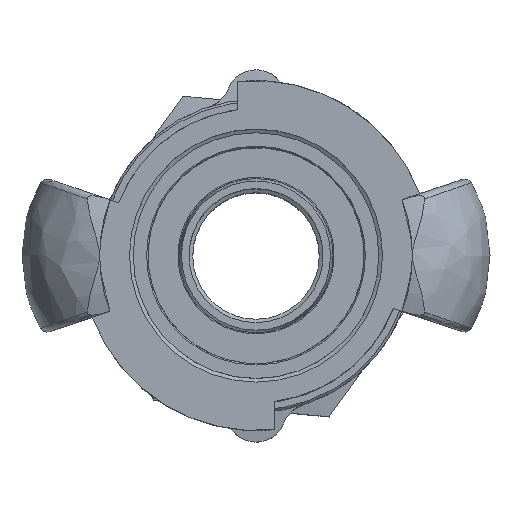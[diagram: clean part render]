
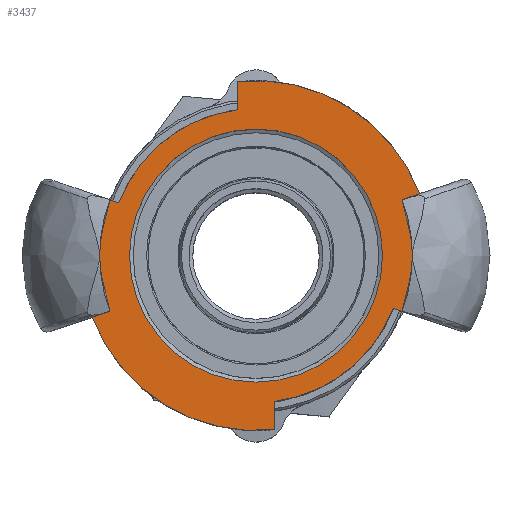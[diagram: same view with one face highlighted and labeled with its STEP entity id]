
A CAD part, top view. The second image highlights one B-rep face of the part: STEP entity #3437.
In plain terms, the highlighted planar face has unit normal (0, 0, 1).
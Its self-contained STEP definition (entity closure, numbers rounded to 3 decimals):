
#94=FACE_BOUND('',#501,.T.);
#312=FACE_OUTER_BOUND('',#500,.T.);
#500=EDGE_LOOP('',(#2278,#2279,#2280,#2281,#2282,#2283,#2284,#2285,#2286,
#2287,#2288,#2289));
#501=EDGE_LOOP('',(#2290,#2291));
#688=CIRCLE('',#3619,25.5);
#690=CIRCLE('',#3622,25.5);
#698=CIRCLE('',#3640,23.497);
#703=CIRCLE('',#3652,23.5);
#705=CIRCLE('',#3664,19.75);
#706=CIRCLE('',#3665,19.75);
#707=CIRCLE('',#3666,17.);
#708=CIRCLE('',#3667,17.);
#951=LINE('',#5199,#1103);
#962=LINE('',#5380,#1114);
#966=LINE('',#5406,#1118);
#970=LINE('',#5431,#1122);
#973=LINE('',#5448,#1125);
#976=LINE('',#5493,#1128);
#1103=VECTOR('',#4101,10.);
#1114=VECTOR('',#4142,10.);
#1118=VECTOR('',#4150,10.);
#1122=VECTOR('',#4166,10.);
#1125=VECTOR('',#4171,10.);
#1128=VECTOR('',#4178,10.);
#1248=VERTEX_POINT('',#5088);
#1249=VERTEX_POINT('',#5090);
#1252=VERTEX_POINT('',#5115);
#1253=VERTEX_POINT('',#5117);
#1260=VERTEX_POINT('',#5192);
#1263=VERTEX_POINT('',#5197);
#1279=VERTEX_POINT('',#5321);
#1280=VERTEX_POINT('',#5323);
#1284=VERTEX_POINT('',#5404);
#1287=VERTEX_POINT('',#5414);
#1292=VERTEX_POINT('',#5447);
#1298=VERTEX_POINT('',#5492);
#1310=VERTEX_POINT('',#5826);
#1311=VERTEX_POINT('',#5827);
#1604=EDGE_CURVE('',#1248,#1249,#688,.T.);
#1609=EDGE_CURVE('',#1252,#1253,#690,.T.);
#1624=EDGE_CURVE('',#1260,#1263,#951,.T.);
#1642=EDGE_CURVE('',#1280,#1279,#698,.T.);
#1650=EDGE_CURVE('',#1280,#1252,#962,.T.);
#1655=EDGE_CURVE('',#1279,#1284,#966,.T.);
#1659=EDGE_CURVE('',#1287,#1260,#703,.T.);
#1663=EDGE_CURVE('',#1287,#1248,#970,.T.);
#1667=EDGE_CURVE('',#1253,#1292,#973,.T.);
#1675=EDGE_CURVE('',#1249,#1298,#976,.T.);
#1696=EDGE_CURVE('',#1298,#1284,#705,.T.);
#1697=EDGE_CURVE('',#1292,#1263,#706,.T.);
#1698=EDGE_CURVE('',#1310,#1311,#707,.T.);
#1699=EDGE_CURVE('',#1311,#1310,#708,.T.);
#2278=ORIENTED_EDGE('',*,*,#1667,.F.);
#2279=ORIENTED_EDGE('',*,*,#1609,.F.);
#2280=ORIENTED_EDGE('',*,*,#1650,.F.);
#2281=ORIENTED_EDGE('',*,*,#1642,.T.);
#2282=ORIENTED_EDGE('',*,*,#1655,.T.);
#2283=ORIENTED_EDGE('',*,*,#1696,.F.);
#2284=ORIENTED_EDGE('',*,*,#1675,.F.);
#2285=ORIENTED_EDGE('',*,*,#1604,.F.);
#2286=ORIENTED_EDGE('',*,*,#1663,.F.);
#2287=ORIENTED_EDGE('',*,*,#1659,.T.);
#2288=ORIENTED_EDGE('',*,*,#1624,.T.);
#2289=ORIENTED_EDGE('',*,*,#1697,.F.);
#2290=ORIENTED_EDGE('',*,*,#1698,.T.);
#2291=ORIENTED_EDGE('',*,*,#1699,.T.);
#3163=PLANE('',#3663);
#3437=ADVANCED_FACE('',(#312,#94),#3163,.F.);
#3619=AXIS2_PLACEMENT_3D('',#5091,#4067,#4068);
#3622=AXIS2_PLACEMENT_3D('',#5118,#4075,#4076);
#3640=AXIS2_PLACEMENT_3D('',#5324,#4128,#4129);
#3652=AXIS2_PLACEMENT_3D('',#5415,#4160,#4161);
#3663=AXIS2_PLACEMENT_3D('',#5823,#4192,#4193);
#3664=AXIS2_PLACEMENT_3D('',#5824,#4194,#4195);
#3665=AXIS2_PLACEMENT_3D('',#5825,#4196,#4197);
#3666=AXIS2_PLACEMENT_3D('',#5828,#4198,#4199);
#3667=AXIS2_PLACEMENT_3D('',#5829,#4200,#4201);
#4067=DIRECTION('center_axis',(0.,0.,-1.));
#4068=DIRECTION('ref_axis',(0.,-1.,0.));
#4075=DIRECTION('center_axis',(0.,0.,-1.));
#4076=DIRECTION('ref_axis',(0.,-1.,0.));
#4101=DIRECTION('',(0.,1.,0.));
#4128=DIRECTION('center_axis',(0.,0.,1.));
#4129=DIRECTION('ref_axis',(0.936,0.353,0.));
#4142=DIRECTION('',(0.948,0.319,0.));
#4150=DIRECTION('',(0.,-1.,0.));
#4160=DIRECTION('center_axis',(0.,0.,1.));
#4161=DIRECTION('ref_axis',(-0.936,-0.353,0.));
#4166=DIRECTION('',(-0.948,-0.319,0.));
#4171=DIRECTION('',(-0.948,0.319,0.));
#4178=DIRECTION('',(0.948,-0.319,0.));
#4192=DIRECTION('center_axis',(0.,0.,-1.));
#4193=DIRECTION('ref_axis',(-1.,0.,0.));
#4194=DIRECTION('center_axis',(0.,0.,-1.));
#4195=DIRECTION('ref_axis',(-1.,0.,0.));
#4196=DIRECTION('center_axis',(0.,0.,-1.));
#4197=DIRECTION('ref_axis',(-1.,0.,0.));
#4198=DIRECTION('center_axis',(0.,0.,-1.));
#4199=DIRECTION('ref_axis',(1.,0.,0.));
#4200=DIRECTION('center_axis',(0.,0.,-1.));
#4201=DIRECTION('ref_axis',(1.,0.,0.));
#5088=CARTESIAN_POINT('',(-23.883,-8.937,1.162));
#5090=CARTESIAN_POINT('',(-23.883,8.937,1.162));
#5091=CARTESIAN_POINT('Origin',(0.,0.,1.162));
#5115=CARTESIAN_POINT('',(23.883,8.937,1.162));
#5117=CARTESIAN_POINT('',(23.883,-8.937,1.162));
#5118=CARTESIAN_POINT('Origin',(0.,0.,1.162));
#5192=CARTESIAN_POINT('',(2.5,-23.367,1.162));
#5197=CARTESIAN_POINT('',(2.5,-19.591,1.162));
#5199=CARTESIAN_POINT('',(2.5,0.,1.162));
#5321=CARTESIAN_POINT('',(-2.5,23.364,1.162));
#5323=CARTESIAN_POINT('',(21.984,8.298,1.162));
#5324=CARTESIAN_POINT('Origin',(0.,0.,1.162));
#5380=CARTESIAN_POINT('',(7.151,3.302,1.162));
#5404=CARTESIAN_POINT('',(-2.5,19.591,1.162));
#5406=CARTESIAN_POINT('',(-2.5,0.,1.162));
#5414=CARTESIAN_POINT('',(-21.986,-8.299,1.162));
#5415=CARTESIAN_POINT('Origin',(0.,0.,1.162));
#5431=CARTESIAN_POINT('',(-11.008,-4.601,1.162));
#5447=CARTESIAN_POINT('',(18.429,-7.101,1.162));
#5448=CARTESIAN_POINT('',(16.054,-6.301,1.162));
#5492=CARTESIAN_POINT('',(-18.429,7.101,1.162));
#5493=CARTESIAN_POINT('',(-12.197,5.002,1.162));
#5823=CARTESIAN_POINT('Origin',(0.,-12.75,1.162));
#5824=CARTESIAN_POINT('Origin',(0.,0.,1.162));
#5825=CARTESIAN_POINT('Origin',(0.,0.,1.162));
#5826=CARTESIAN_POINT('',(17.,0.,1.162));
#5827=CARTESIAN_POINT('',(-17.,0.,1.162));
#5828=CARTESIAN_POINT('Origin',(0.,0.,1.162));
#5829=CARTESIAN_POINT('Origin',(0.,0.,1.162));
